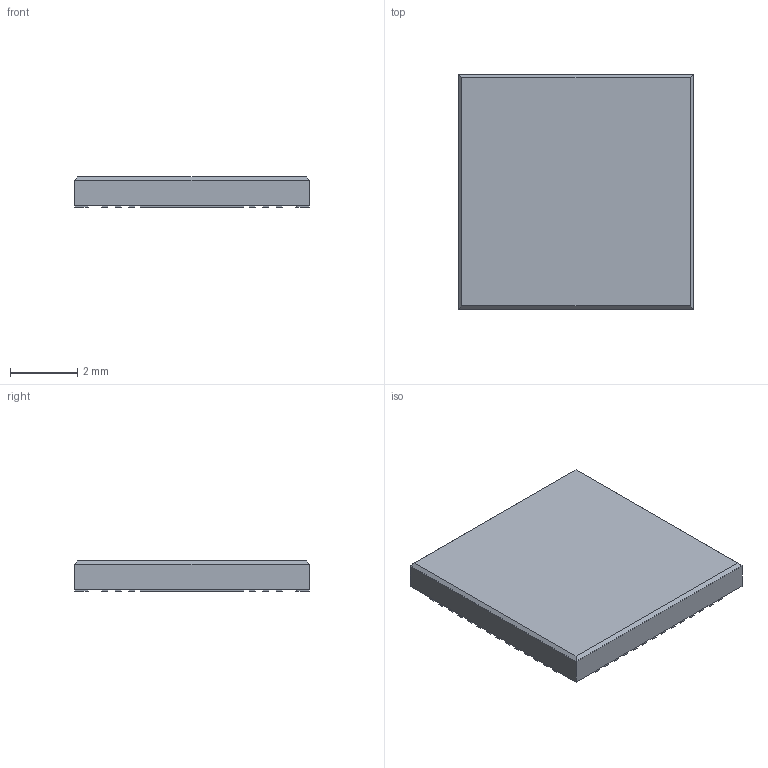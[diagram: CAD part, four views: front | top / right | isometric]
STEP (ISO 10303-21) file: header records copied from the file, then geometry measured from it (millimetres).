
FILE_DESCRIPTION(('FreeCAD Model'),'2;1');
FILE_NAME('Open CASCADE Shape Model','2022-04-22T11:55:06',( 'kicad StepUp'),('ksu MCAD'),'Open CASCADE STEP processor 7.5', 'FreeCAD','Unknown');
FILE_SCHEMA(('AUTOMOTIVE_DESIGN { 1 0 10303 214 1 1 1 1 }'));
Length unit declared in the file: millimetre
Products named in the file (1): Fusion
Bounding box: 7 x 7 x 0.9 mm (x, y, z)
Volume: 42.2 mm3; surface area: 123.8 mm2
Topology: 1 solids, 1 shells, 353 faces, 934 edges, 584 vertices
Faces by surface type: plane 296, cylinder 57
Entity records: 13149 total; most frequent: CARTESIAN_POINT 1872, ORIENTED_EDGE 1868, DIRECTION 1756, EDGE_CURVE 934, LINE 820, VECTOR 820, VERTEX_POINT 584, AXIS2_PLACEMENT_3D 468
